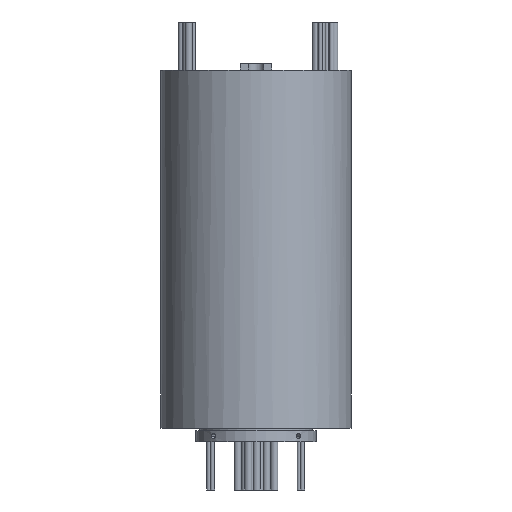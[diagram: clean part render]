
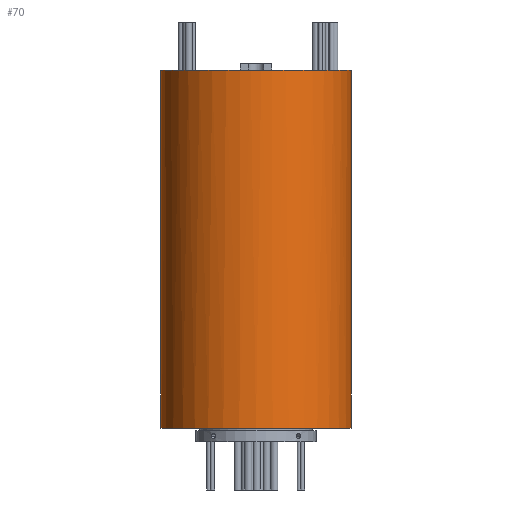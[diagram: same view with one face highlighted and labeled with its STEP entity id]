
A CAD part, front view. The second image highlights one B-rep face of the part: STEP entity #70.
In plain terms, the highlighted cylindrical face has radius 59.5 mm (diameter 119 mm), a partial arc.
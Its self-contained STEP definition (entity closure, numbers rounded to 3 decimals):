
#13 = VERTEX_POINT ( 'NONE', #4293 ) ;
#70 = ADVANCED_FACE ( 'NONE', ( #1884 ), #5014, .T. ) ;
#110 = VERTEX_POINT ( 'NONE', #7084 ) ;
#410 = CIRCLE ( 'NONE', #448, 59.5 ) ;
#441 = VERTEX_POINT ( 'NONE', #2067 ) ;
#448 = AXIS2_PLACEMENT_3D ( 'NONE', #3950, #8605, #1857 ) ;
#493 = DIRECTION ( 'NONE',  ( 1., 0., 0. ) ) ;
#660 = DIRECTION ( 'NONE',  ( 1., 0., 0. ) ) ;
#836 = EDGE_CURVE ( 'NONE', #6765, #13, #410, .T. ) ;
#1210 = AXIS2_PLACEMENT_3D ( 'NONE', #8490, #4499, #493 ) ;
#1627 = EDGE_CURVE ( 'NONE', #441, #2965, #7866, .T. ) ;
#1738 = CARTESIAN_POINT ( 'NONE',  ( 0., 0., 231.8 ) ) ;
#1753 = DIRECTION ( 'NONE',  ( 0., 0., -1. ) ) ;
#1857 = DIRECTION ( 'NONE',  ( 1., 0., 0. ) ) ;
#1884 = FACE_OUTER_BOUND ( 'NONE', #6998, .T. ) ;
#1948 = DIRECTION ( 'NONE',  ( -1., 0., 0. ) ) ;
#2062 = CARTESIAN_POINT ( 'NONE',  ( -59.5, 0., 231.8 ) ) ;
#2067 = CARTESIAN_POINT ( 'NONE',  ( -9.75, -58.696, 231.8 ) ) ;
#2381 = CARTESIAN_POINT ( 'NONE',  ( -59.5, 0., 8.6 ) ) ;
#2416 = DIRECTION ( 'NONE',  ( 1., 0., 0. ) ) ;
#2422 = CARTESIAN_POINT ( 'NONE',  ( 9.75, -58.696, 231.8 ) ) ;
#2439 = CARTESIAN_POINT ( 'NONE',  ( 59.5, 0., 231.8 ) ) ;
#2736 = AXIS2_PLACEMENT_3D ( 'NONE', #4480, #5836, #1948 ) ;
#2947 = ORIENTED_EDGE ( 'NONE', *, *, #6098, .F. ) ;
#2965 = VERTEX_POINT ( 'NONE', #2422 ) ;
#3950 = CARTESIAN_POINT ( 'NONE',  ( 0., 0., 8.6 ) ) ;
#4141 = EDGE_CURVE ( 'NONE', #110, #441, #8024, .T. ) ;
#4230 = CIRCLE ( 'NONE', #4365, 59.5 ) ;
#4293 = CARTESIAN_POINT ( 'NONE',  ( 59.5, 0., 8.6 ) ) ;
#4365 = AXIS2_PLACEMENT_3D ( 'NONE', #8651, #4671, #660 ) ;
#4455 = VECTOR ( 'NONE', #6696, 1000. ) ;
#4480 = CARTESIAN_POINT ( 'NONE',  ( 0., 0., 231.8 ) ) ;
#4499 = DIRECTION ( 'NONE',  ( 0., 0., 1. ) ) ;
#4671 = DIRECTION ( 'NONE',  ( 0., 0., 1. ) ) ;
#4819 = ORIENTED_EDGE ( 'NONE', *, *, #1627, .F. ) ;
#5014 = CYLINDRICAL_SURFACE ( 'NONE', #2736, 59.5 ) ;
#5225 = ORIENTED_EDGE ( 'NONE', *, *, #4141, .F. ) ;
#5583 = EDGE_CURVE ( 'NONE', #110, #6765, #5994, .T. ) ;
#5836 = DIRECTION ( 'NONE',  ( 0., 0., -1. ) ) ;
#5882 = CARTESIAN_POINT ( 'NONE',  ( 59.5, 0., 231.8 ) ) ;
#5994 = LINE ( 'NONE', #2062, #4455 ) ;
#6098 = EDGE_CURVE ( 'NONE', #2965, #6932, #4230, .T. ) ;
#6188 = VECTOR ( 'NONE', #1753, 1000. ) ;
#6386 = DIRECTION ( 'NONE',  ( 0., 0., 1. ) ) ;
#6696 = DIRECTION ( 'NONE',  ( 0., 0., -1. ) ) ;
#6765 = VERTEX_POINT ( 'NONE', #2381 ) ;
#6824 = EDGE_CURVE ( 'NONE', #6932, #13, #7986, .T. ) ;
#6902 = ORIENTED_EDGE ( 'NONE', *, *, #5583, .T. ) ;
#6932 = VERTEX_POINT ( 'NONE', #5882 ) ;
#6998 = EDGE_LOOP ( 'NONE', ( #7601, #2947, #4819, #5225, #6902, #8510 ) ) ;
#7084 = CARTESIAN_POINT ( 'NONE',  ( -59.5, 0., 231.8 ) ) ;
#7547 = AXIS2_PLACEMENT_3D ( 'NONE', #1738, #6386, #2416 ) ;
#7601 = ORIENTED_EDGE ( 'NONE', *, *, #6824, .F. ) ;
#7866 = CIRCLE ( 'NONE', #7547, 59.5 ) ;
#7986 = LINE ( 'NONE', #2439, #6188 ) ;
#8024 = CIRCLE ( 'NONE', #1210, 59.5 ) ;
#8490 = CARTESIAN_POINT ( 'NONE',  ( 0., 0., 231.8 ) ) ;
#8510 = ORIENTED_EDGE ( 'NONE', *, *, #836, .T. ) ;
#8605 = DIRECTION ( 'NONE',  ( 0., 0., 1. ) ) ;
#8651 = CARTESIAN_POINT ( 'NONE',  ( 0., 0., 231.8 ) ) ;
